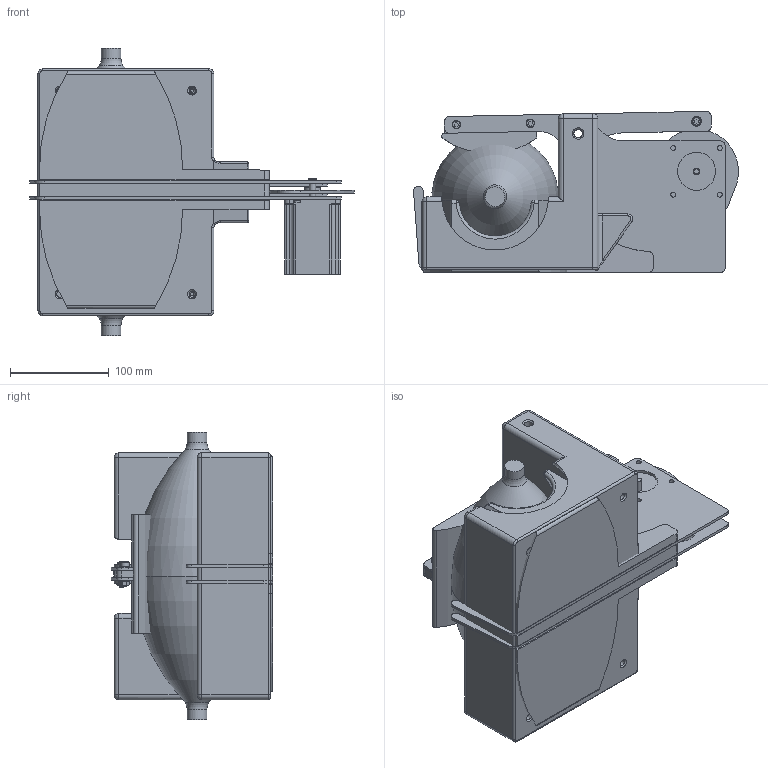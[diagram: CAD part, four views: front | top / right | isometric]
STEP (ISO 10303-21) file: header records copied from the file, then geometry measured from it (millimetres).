
FILE_DESCRIPTION(/* description */ ('Unknown'),/* implementation_level */ '2;1');
FILE_NAME(/* name */ 'Rees-conjunto',/* time_stamp */ '2020-03-15T22:14:05+01:00',/* author */ ('Unknown'),/* organization */ ('Unknown'),/* preprocessor_version */ 'ST-DEVELOPER v16.7',/* originating_system */ 'DEX',/* authorisation */ $);
FILE_SCHEMA (('AUTOMOTIVE_DESIGN {1 0 10303 214 3 1 1}'));
Length unit declared in the file: millimetre
Products named in the file (15): ConjuntoCompleto; Base_23; conjunto; bearing_625zz_0; palanca-CNC-LASER; AR M5; empujador; item_8_0_004_12_biq41gv2ypkypls4gfckj5y0b; tuerca_din934_m5-10; separador-eje-principal; balloon; NEMA23 57BYGH627; Pieza15; leva; soporte-globo
Assembly tree (27 placements, depth 3):
  ConjuntoCompleto
    Base_23
    conjunto
      bearing_625zz_0
      palanca-CNC-LASER  x2
      AR M5  x6
      empujador
      item_8_0_004_12_biq41gv2ypkypls4gfckj5y0b  x3
      tuerca_din934_m5-10  x5
      separador-eje-principal
    balloon
    NEMA23 57BYGH627
    Pieza15  x2
    leva
    soporte-globo
Bounding box: 328.81 x 163 x 291 mm (x, y, z)
Volume: 6225855.6 mm3; surface area: 678484.8 mm2
Topology: 26 solids, 31 shells, 851 faces, 1991 edges, 1211 vertices
Faces by surface type: plane 339, cylinder 283, torus 98, cone 94, sphere 23, bspline 14
Full cylindrical faces by diameter (mm): 1 x4, 1.5 x4, 2.5 x4, 3 x8, 4.134 x5, 4.2 x4, 5 x26, 5.5 x4, 5.6 x4, 6.2 x4, 6.35 x1, 6.4 x1, 8.5 x5, 8.667 x1, 10 x9, 10.23 x2, 10.77 x2, 11.5 x2, 12 x2, 12.333 x1, 16 x1, 20 x3, 38.1 x1, 38.5 x2
Entity records: 22833 total; most frequent: CARTESIAN_POINT 4019, DIRECTION 3536, ORIENTED_EDGE 2886, AXIS2_PLACEMENT_3D 1480, EDGE_CURVE 1443, VERTEX_POINT 947, FACE_BOUND 946, EDGE_LOOP 942
